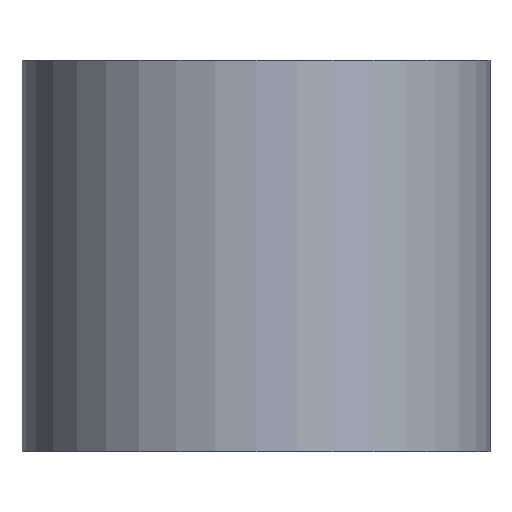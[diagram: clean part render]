
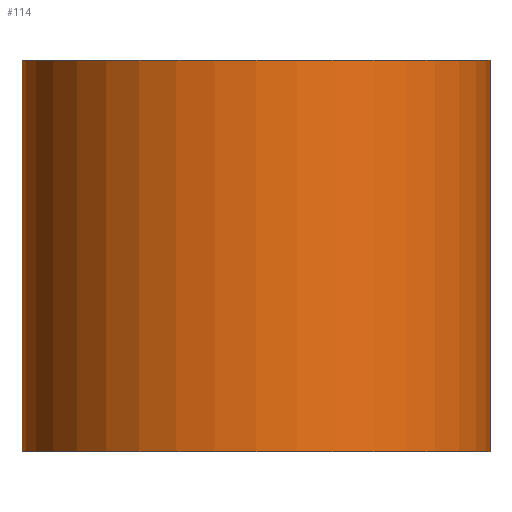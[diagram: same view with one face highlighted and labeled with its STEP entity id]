
A CAD part, left-side view. The second image highlights one B-rep face of the part: STEP entity #114.
In plain terms, the highlighted cylindrical face has radius 10.75 mm (diameter 21.5 mm), a partial arc.
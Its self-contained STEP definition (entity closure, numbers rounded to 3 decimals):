
#17 = EDGE_CURVE ( 'NONE', #24, #22, #202, .T. ) ;
#22 = VERTEX_POINT ( 'NONE', #196 ) ;
#23 = VERTEX_POINT ( 'NONE', #195 ) ;
#24 = VERTEX_POINT ( 'NONE', #133 ) ;
#52 = EDGE_CURVE ( 'NONE', #23, #56, #142, .T. ) ;
#56 = VERTEX_POINT ( 'NONE', #83 ) ;
#60 = DIRECTION ( 'NONE',  ( 0., -1., 0. ) ) ;
#61 = DIRECTION ( 'NONE',  ( 0., 0., 1. ) ) ;
#62 = CARTESIAN_POINT ( 'NONE',  ( 0., 0., -9. ) ) ;
#63 = AXIS2_PLACEMENT_3D ( 'NONE', #62, #61, #60 ) ;
#64 = CIRCLE ( 'NONE', #63, 10.75 ) ;
#65 = DIRECTION ( 'NONE',  ( 0., -1., 0. ) ) ;
#66 = DIRECTION ( 'NONE',  ( 0., 0., 1. ) ) ;
#67 = AXIS2_PLACEMENT_3D ( 'NONE', #73, #66, #65 ) ;
#68 = CIRCLE ( 'NONE', #67, 10.75 ) ;
#73 = CARTESIAN_POINT ( 'NONE',  ( 0., 0., 9. ) ) ;
#75 = DIRECTION ( 'NONE',  ( 0., -1., 0. ) ) ;
#76 = DIRECTION ( 'NONE',  ( 0., 0., 1. ) ) ;
#77 = AXIS2_PLACEMENT_3D ( 'NONE', #81, #76, #75 ) ;
#78 = CYLINDRICAL_SURFACE ( 'NONE', #77, 10.75 ) ;
#81 = CARTESIAN_POINT ( 'NONE',  ( 0., 0., 0. ) ) ;
#82 = FACE_OUTER_BOUND ( 'NONE', #115, .T. ) ;
#83 = CARTESIAN_POINT ( 'NONE',  ( 0., -10.75, 9. ) ) ;
#114 = ADVANCED_FACE ( 'NONE', ( #82 ), #78, .T. ) ;
#115 = EDGE_LOOP ( 'NONE', ( #190, #137, #138, #188 ) ) ;
#133 = CARTESIAN_POINT ( 'NONE',  ( 0., 10.75, -9. ) ) ;
#136 = EDGE_CURVE ( 'NONE', #22, #56, #68, .T. ) ;
#137 = ORIENTED_EDGE ( 'NONE', *, *, #167, .T. ) ;
#138 = ORIENTED_EDGE ( 'NONE', *, *, #52, .T. ) ;
#139 = DIRECTION ( 'NONE',  ( 0., 0., 1. ) ) ;
#140 = VECTOR ( 'NONE', #139, 1000. ) ;
#141 = CARTESIAN_POINT ( 'NONE',  ( 0., -10.75, 0. ) ) ;
#142 = LINE ( 'NONE', #141, #140 ) ;
#167 = EDGE_CURVE ( 'NONE', #24, #23, #64, .T. ) ;
#188 = ORIENTED_EDGE ( 'NONE', *, *, #136, .F. ) ;
#190 = ORIENTED_EDGE ( 'NONE', *, *, #17, .F. ) ;
#195 = CARTESIAN_POINT ( 'NONE',  ( 0., -10.75, -9. ) ) ;
#196 = CARTESIAN_POINT ( 'NONE',  ( 0., 10.75, 9. ) ) ;
#197 = DIRECTION ( 'NONE',  ( 0., 0., 1. ) ) ;
#198 = VECTOR ( 'NONE', #197, 1000. ) ;
#199 = CARTESIAN_POINT ( 'NONE',  ( 0., 10.75, 0. ) ) ;
#202 = LINE ( 'NONE', #199, #198 ) ;
